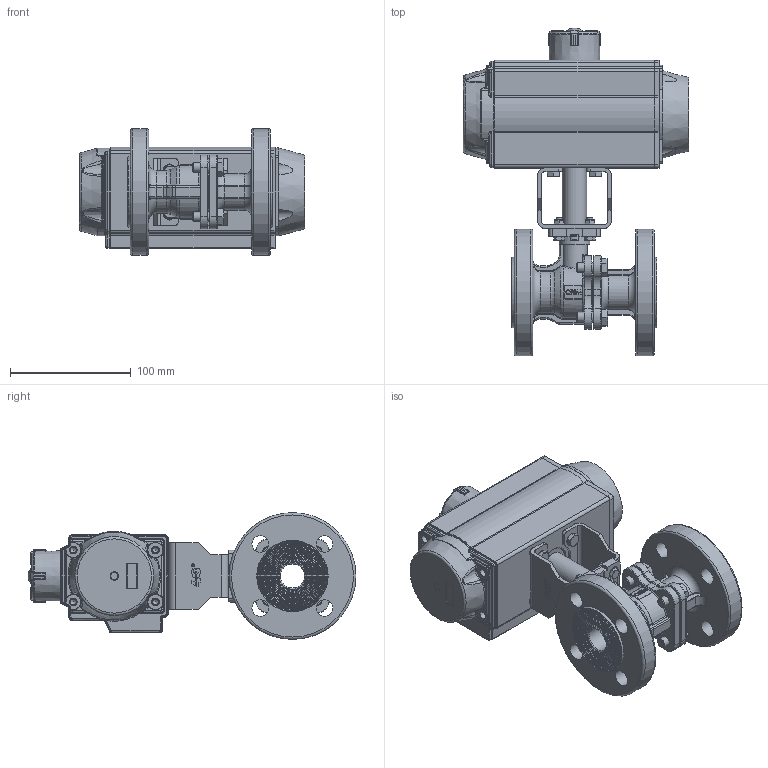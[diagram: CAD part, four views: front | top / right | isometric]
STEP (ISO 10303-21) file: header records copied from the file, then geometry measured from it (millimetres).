
FILE_DESCRIPTION(/* description */ ('Unknown'),/* implementation_level */ '2;1');
FILE_NAME(/* name */ 'PE02 0920-05',/* time_stamp */ '2025-02-24T10:02:18+01:00',/* author */ ('Unknown'),/* organization */ ('Unknown'),/* preprocessor_version */ 'ST-DEVELOPER v19.4',/* originating_system */ 'Solid Edge',/* authorisation */ 'Unknown');
FILE_SCHEMA (('AUTOMOTIVE_DESIGN {1 0 10303 214 3 1 1}'));
Products named in the file (24): PE02 0920-05; 920-05; MV-24D-LZ-DN20; MV-24D-T(J)-DN20; MV-24D-DD-DN20; MV-24D-FS-DN20; MV-24D-G(J)-DN20; MV-24D-FGM-DN20; MV-24D-FG-DN20; 49899004_Brücke F05_F03 Höhe 50; PD03_PE02; vt65-2016-06-25; Optische Anzeige; ______; ________(___________; cup head nib bolts with large head gb_GB_FASTENER_BOLT_CHNBW M6X25-N; ____65______ ______; VT65_____________MIR; zhou65; VTE65____; DIN 933 M5x16 A2-70 BLK_EDST; 49860203_Spindeladapter Edelstahl_SW14x14x15_Tasche 9x9x12_BL 66_ø20; WUERTH 03225 hexagonal nut DIN 934  M5 A2 BLK_EDST; DIN 933 M6x16 A2-70 BLK_EDST
Assembly tree (39 placements, depth 4):
  PE02 0920-05
    920-05
      MV-24D-LZ-DN20  x4
      MV-24D-T(J)-DN20
      MV-24D-DD-DN20
      MV-24D-FS-DN20
      MV-24D-G(J)-DN20
      MV-24D-FGM-DN20
      MV-24D-FG-DN20
    49899004_Brücke F05_F03 Höhe 50
    PD03_PE02
      vt65-2016-06-25
      Optische Anzeige
        ______
        ________(___________  x4
        cup head nib bolts with large head gb_GB_FASTENER_BOLT_CHNBW M6X25-N
      ____65______ ______  x2
      VT65_____________MIR
      zhou65
      VTE65____
    DIN 933 M5x16 A2-70 BLK_EDST  x4
    49860203_Spindeladapter Edelstahl_SW14x14x15_Tasche 9x9x12_BL 66_ø20
    WUERTH 03225 hexagonal nut DIN 934  M5 A2 BLK_EDST  x4
    DIN 933 M6x16 A2-70 BLK_EDST  x4
Bounding box: 186.5 x 271.31 x 105 mm (x, y, z)
Volume: 1084534.9 mm3; surface area: 327458.8 mm2
Topology: 36 solids, 36 shells, 3359 faces, 8318 edges, 5177 vertices
Faces by surface type: plane 1155, cylinder 917, bspline 601, torus 347, cone 304, sphere 35
Full cylindrical faces by diameter (mm): 3 x16, 3.3 x8, 4.134 x12, 4.2 x1, 4.66 x1, 4.917 x15, 5 x5, 6 x9, 6.2 x1, 6.5 x4, 6.647 x4, 6.9 x4, 7 x4, 8 x8, 8.6 x1, 9 x4, 9.6 x1, 10 x12, 10.5 x1, 11 x1, 11.4 x1, 11.445 x2, 12 x2, 12.3 x1, 12.5 x2, 12.6 x3, 12.7 x1, 12.9 x1, 13 x2, 14 x13
Entity records: 116133 total; most frequent: CARTESIAN_POINT 58434, ORIENTED_EDGE 12044, DIRECTION 10573, EDGE_CURVE 6022, AXIS2_PLACEMENT_3D 4114, VERTEX_POINT 4050, FACE_BOUND 3328, EDGE_LOOP 3304
